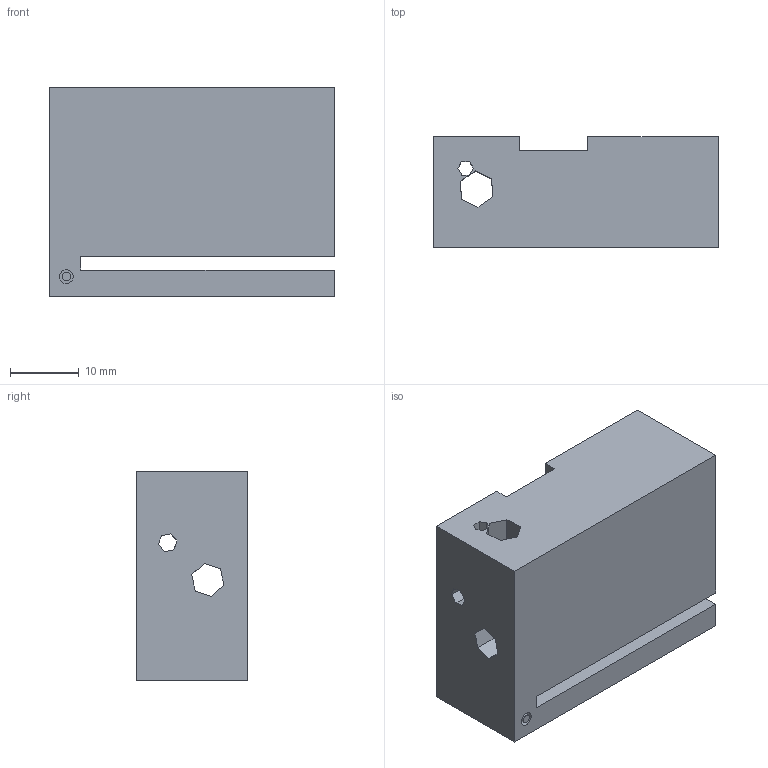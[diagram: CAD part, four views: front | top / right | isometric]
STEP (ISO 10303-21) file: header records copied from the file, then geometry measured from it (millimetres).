
FILE_DESCRIPTION(('Open CASCADE Model'),'2;1');
FILE_NAME('Open CASCADE Shape Model','2021-04-29T23:23:45',('Author'),( 'Open CASCADE'),'Open CASCADE STEP processor 7.4','Open CASCADE 7.4' ,'Unknown');
FILE_SCHEMA(('AUTOMOTIVE_DESIGN { 1 0 10303 214 1 1 1 1 }'));
Length unit declared in the file: millimetre
Products named in the file (1): Open CASCADE STEP translator 7.4 140
Bounding box: 41.44 x 16.11 x 30.42 mm (x, y, z)
Volume: 17035.3 mm3; surface area: 7523 mm2
Topology: 1 solids, 1 shells, 77 faces, 237 edges, 158 vertices
Faces by surface type: plane 75, cylinder 2
Full cylindrical faces by diameter (mm): 1.252 x1, 2 x1
Entity records: 5522 total; most frequent: CARTESIAN_POINT 1153, DIRECTION 675, LINE 509, VECTOR 509, ORIENTED_EDGE 474, PCURVE 474, DEFINITIONAL_REPRESENTATION 474, EDGE_CURVE 237
